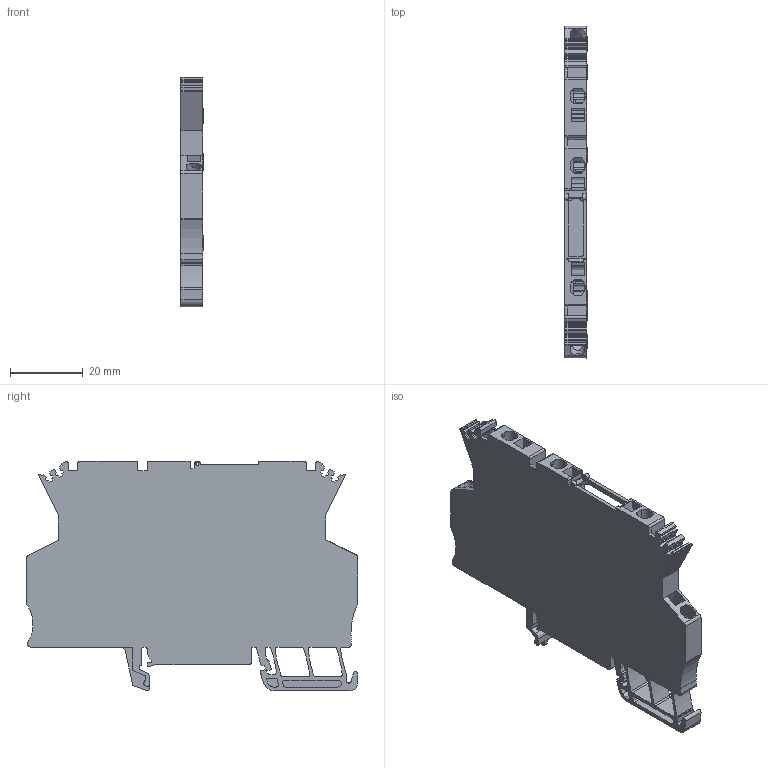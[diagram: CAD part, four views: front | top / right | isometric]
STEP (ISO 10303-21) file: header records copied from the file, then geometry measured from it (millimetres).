
FILE_DESCRIPTION(('CATIA V5 STEP Exchange','CAx-IF Rec.Pracs.--- Model Styling and Organization---1.4--- 2014-01-23'),'2;1');
FILE_NAME ('D1379028_3', '2019-06-28T06:15:14+00:00', ('none'), ('Weidmueller'), 'CATIA Version 5-6 Release 2016 SP3 HF44', 'CATIA V5 STEP AP214', 'none');
FILE_SCHEMA(('AUTOMOTIVE_DESIGN { 1 0 10303 214 1 1 1 1 }'));
Length unit declared in the file: millimetre
Products named in the file (1): 2224220000
Bounding box: 6.1 x 91 x 62.9 mm (x, y, z)
Volume: 12365.1 mm3; surface area: 16477.4 mm2
Topology: 1 solids, 1 shells, 911 faces, 2846 edges, 1949 vertices
Faces by surface type: plane 554, cylinder 302, extrusion 55
Entity records: 32612 total; most frequent: CARTESIAN_POINT 7433, ORIENTED_EDGE 5692, DIRECTION 3986, EDGE_CURVE 2846, VECTOR 1982, VERTEX_POINT 1949, LINE 1927, AXIS2_PLACEMENT_3D 1336
